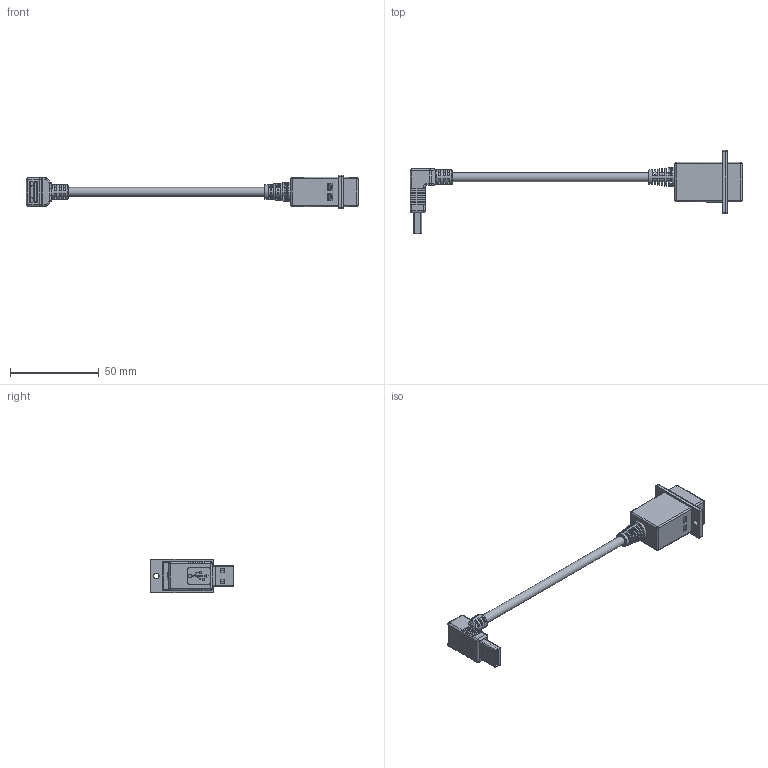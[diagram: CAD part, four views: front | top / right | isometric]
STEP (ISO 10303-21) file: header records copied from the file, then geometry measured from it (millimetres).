
FILE_DESCRIPTION (( 'STEP AP214' ), '1' );
FILE_NAME ('U2A00007.STEP', '2018-04-12T16:05:16', ( '' ), ( '' ), 'SwSTEP 2.0', 'SolidWorks 2017', '' );
FILE_SCHEMA (( 'AUTOMOTIVE_DESIGN' ));
Length unit declared in the file: inch
Products named in the file (13): MTN-541_WITH LOGO- DOWN; 1AA05-012; MTN-542; MTN-541_WITH LOGO-DOWN; ECF504-AAS PNL END; MTN-465; 1AG01-089_TYP C FOR S.R; ECJ504-UA-FA1; 1AA05-019(USB-A F R.A TIP)___; 1BC01-025; 1AG01-304_USB2.0 ICON and L-com LOGO ; 1AL08-098_SP49155 (8" OAL REP); U2A00007
Assembly tree (12 placements, depth 4):
  U2A00007
    1AL08-098_SP49155 (8" OAL REP)
    ECF504-AAS PNL END
      1AG01-304_USB2.0 ICON and L-com LOGO 
      ECJ504-UA-FA1
        1BC01-025
        1AA05-019(USB-A F R.A TIP)___
      1AG01-089_TYP C FOR S.R
      MTN-465
    MTN-541_WITH LOGO- DOWN
      MTN-541_WITH LOGO-DOWN
      MTN-542
      1AA05-012
Bounding box: 186.62 x 46.72 x 19.05 mm (x, y, z)
Volume: 16752.1 mm3; surface area: 18003.6 mm2
Topology: 13 solids, 13 shells, 2156 faces, 5876 edges, 3786 vertices
Faces by surface type: plane 1272, cylinder 456, bspline 324, torus 53, sphere 36, cone 15
Full cylindrical faces by diameter (mm): 0.92 x7, 1.2 x1, 1.397 x2, 3.175 x2, 5.08 x1, 5.105 x2, 8.199 x1
Entity records: 80509 total; most frequent: CARTESIAN_POINT 26053, ORIENTED_EDGE 11618, DIRECTION 9526, EDGE_CURVE 5809, LINE 3974, VECTOR 3974, VERTEX_POINT 3768, AXIS2_PLACEMENT_3D 2776
